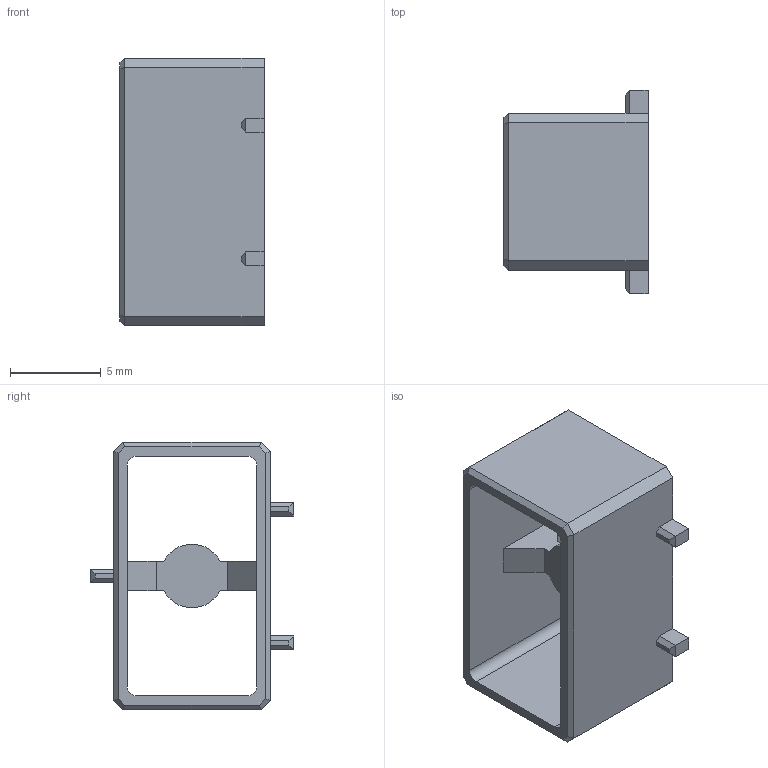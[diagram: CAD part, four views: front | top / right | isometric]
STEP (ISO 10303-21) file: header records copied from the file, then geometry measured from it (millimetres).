
FILE_DESCRIPTION (( 'STEP AP214' ), '1' );
FILE_NAME ('Master Mode Pushbutton Actuator.STEP', '2021-11-06T21:11:13', ( '' ), ( '' ), 'SwSTEP 2.0', 'SolidWorks 2021', '' );
FILE_SCHEMA (( 'AUTOMOTIVE_DESIGN' ));
Length unit declared in the file: inch
Products named in the file (1): Master Mode Pushbutton Actuator
Bounding box: 7.94 x 11.18 x 14.73 mm (x, y, z)
Volume: 287.8 mm3; surface area: 798.3 mm2
Topology: 1 solids, 1 shells, 59 faces, 157 edges, 100 vertices
Faces by surface type: plane 53, cylinder 6
Entity records: 1839 total; most frequent: CARTESIAN_POINT 317, ORIENTED_EDGE 314, DIRECTION 289, EDGE_CURVE 157, VECTOR 145, LINE 145, VERTEX_POINT 100, AXIS2_PLACEMENT_3D 72
